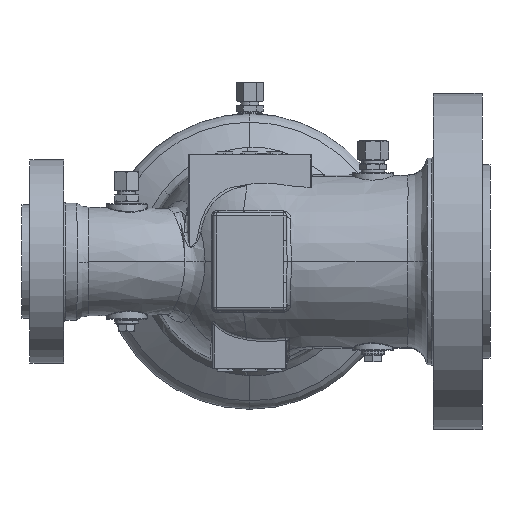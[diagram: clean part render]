
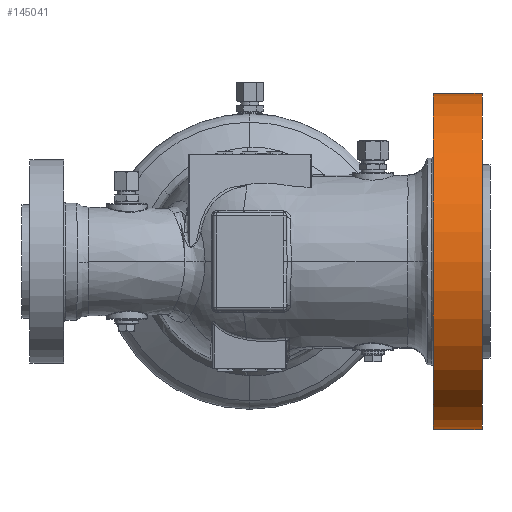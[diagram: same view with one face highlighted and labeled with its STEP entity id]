
A CAD part, front view. The second image highlights one B-rep face of the part: STEP entity #145041.
In plain terms, the highlighted cylindrical face has radius 136.5 mm (diameter 273 mm), a partial arc.
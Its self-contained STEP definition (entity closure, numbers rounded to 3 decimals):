
#827 = AXIS2_PLACEMENT_3D ( 'NONE', #126739, #34028, #91013 ) ;
#4425 = DIRECTION ( 'NONE',  ( 0., 0., -1. ) ) ;
#4736 = CYLINDRICAL_SURFACE ( 'NONE', #90324, 136.5 ) ;
#5951 = DIRECTION ( 'NONE',  ( 1., 0., 0. ) ) ;
#6777 = EDGE_CURVE ( 'NONE', #93635, #17336, #42615, .T. ) ;
#9334 = EDGE_LOOP ( 'NONE', ( #40701, #37614, #140923, #146295 ) ) ;
#12809 = VERTEX_POINT ( 'NONE', #21378 ) ;
#16473 = DIRECTION ( 'NONE',  ( 1., 0., 0. ) ) ;
#17336 = VERTEX_POINT ( 'NONE', #105663 ) ;
#19175 = VECTOR ( 'NONE', #85192, 1000. ) ;
#21378 = CARTESIAN_POINT ( 'NONE',  ( 149., 0., -136.5 ) ) ;
#28403 = DIRECTION ( 'NONE',  ( 0., 0., -1. ) ) ;
#34028 = DIRECTION ( 'NONE',  ( 1., 0., 0. ) ) ;
#37529 = CARTESIAN_POINT ( 'NONE',  ( 0., 0., -136.5 ) ) ;
#37614 = ORIENTED_EDGE ( 'NONE', *, *, #94897, .T. ) ;
#40701 = ORIENTED_EDGE ( 'NONE', *, *, #6777, .F. ) ;
#41353 = CARTESIAN_POINT ( 'NONE',  ( 0., 0., 0. ) ) ;
#42615 = LINE ( 'NONE', #96994, #151985 ) ;
#56278 = CIRCLE ( 'NONE', #92959, 136.5 ) ;
#56615 = CARTESIAN_POINT ( 'NONE',  ( 149., 0., 136.5 ) ) ;
#59219 = EDGE_CURVE ( 'Defeature ausgef�hrt1_38+Defeature ausgef�hrt1_87+Defeature ausgef�hrt1_87+Defeature ausgef�hrt1_87', #17336, #81269, #59900, .T. ) ;
#59900 = CIRCLE ( 'NONE', #827, 136.5 ) ;
#63787 = LINE ( 'NONE', #37529, #19175 ) ;
#76794 = EDGE_CURVE ( 'NONE', #12809, #81269, #63787, .T. ) ;
#76934 = CARTESIAN_POINT ( 'NONE',  ( 149., 0., 0. ) ) ;
#81269 = VERTEX_POINT ( 'NONE', #153229 ) ;
#85192 = DIRECTION ( 'NONE',  ( 1., 0., 0. ) ) ;
#88153 = FACE_OUTER_BOUND ( 'NONE', #9334, .T. ) ;
#90324 = AXIS2_PLACEMENT_3D ( 'NONE', #41353, #16473, #28403 ) ;
#91013 = DIRECTION ( 'NONE',  ( 0., 0., -1. ) ) ;
#92959 = AXIS2_PLACEMENT_3D ( 'NONE', #76934, #5951, #4425 ) ;
#93635 = VERTEX_POINT ( 'NONE', #56615 ) ;
#94897 = EDGE_CURVE ( 'Defeature ausgef�hrt1_87+Defeature ausgef�hrt1_155+Defeature ausgef�hrt1_155+Defeature ausgef�hrt1_155', #93635, #12809, #56278, .T. ) ;
#96994 = CARTESIAN_POINT ( 'NONE',  ( 0., 0., 136.5 ) ) ;
#105663 = CARTESIAN_POINT ( 'NONE',  ( 188.6, 0., 136.5 ) ) ;
#107329 = DIRECTION ( 'NONE',  ( 1., 0., 0. ) ) ;
#126739 = CARTESIAN_POINT ( 'NONE',  ( 188.6, 0., 0. ) ) ;
#140923 = ORIENTED_EDGE ( 'NONE', *, *, #76794, .T. ) ;
#145041 = ADVANCED_FACE ( 'Defeature ausgef�hrt1_87', ( #88153 ), #4736, .T. ) ;
#146295 = ORIENTED_EDGE ( 'NONE', *, *, #59219, .F. ) ;
#151985 = VECTOR ( 'NONE', #107329, 1000. ) ;
#153229 = CARTESIAN_POINT ( 'NONE',  ( 188.6, 0., -136.5 ) ) ;
